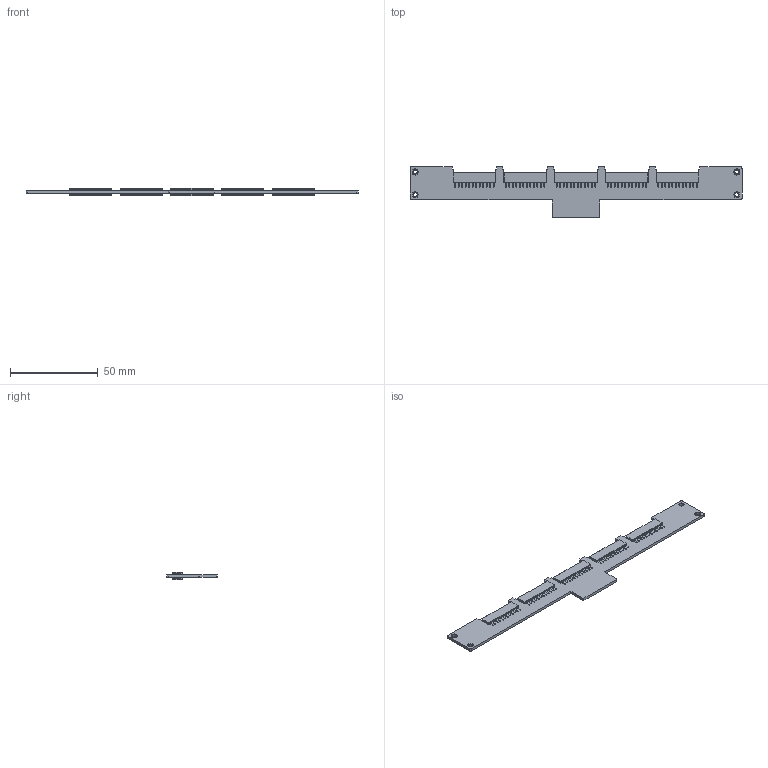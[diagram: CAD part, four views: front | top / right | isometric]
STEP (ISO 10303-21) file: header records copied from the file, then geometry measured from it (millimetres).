
FILE_DESCRIPTION(('KiCad electronic assembly'),'2;1');
FILE_NAME('otter_crossbar.step','2019-12-03T16:50:23',('An Author'),( 'A Company'),'Open CASCADE STEP processor 7.4', 'KiCad to STEP converter','Unknown');
FILE_SCHEMA(('AUTOMOTIVE_DESIGN { 1 0 10303 214 1 1 1 1 }'));
Length unit declared in the file: millimetre
Products named in the file (4): Open CASCADE STEP translator 7.4 1; PinSocket_2x12_P2.00mm_Vertical; SOLID; COMPOUND
Assembly tree (7 placements, depth 3):
  Open CASCADE STEP translator 7.4 1
    PinSocket_2x12_P2.00mm_Vertical  x5
      SOLID
    COMPOUND
Bounding box: 189.4 x 29 x 4 mm (x, y, z)
Volume: 6838.5 mm3; surface area: 10957.8 mm2
Topology: 6 solids, 6 shells, 3862 faces, 9990 edges, 6500 vertices
Faces by surface type: plane 3820, cylinder 42
Full cylindrical faces by diameter (mm): 0.4 x32, 2.2 x4
Entity records: 59714 total; most frequent: CARTESIAN_POINT 8940, DIRECTION 8434, LINE 6474, VECTOR 6474, ORIENTED_EDGE 4428, PCURVE 4428, DEFINITIONAL_REPRESENTATION 4428, EDGE_CURVE 2214
